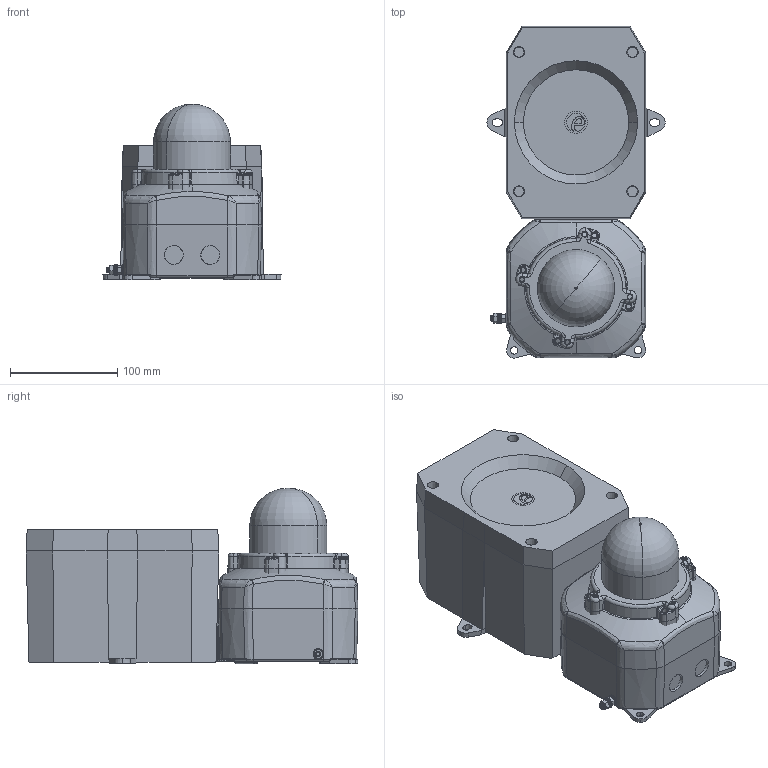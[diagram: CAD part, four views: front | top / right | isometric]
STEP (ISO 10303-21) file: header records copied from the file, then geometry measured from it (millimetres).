
FILE_DESCRIPTION (( 'STEP AP214' ), '1' );
FILE_NAME ('D211-05-651-3D_Issue_A.STEP', '2019-11-28T16:35:20', ( 'User' ), ( '' ), 'SwSTEP 2.0', 'SolidWorks 2020', '' );
FILE_SCHEMA (( 'AUTOMOTIVE_DESIGN' ));
Length unit declared in the file: millimetre
Products named in the file (1): D211-05-651-3D_Issue_A
Bounding box: 166.23 x 309.8 x 163.6 mm (x, y, z)
Volume: 4242048.9 mm3; surface area: 265034.5 mm2
Topology: 16 solids, 16 shells, 1026 faces, 2517 edges, 1518 vertices
Faces by surface type: plane 324, cylinder 291, bspline 210, cone 116, torus 71, sphere 14
Entity records: 53939 total; most frequent: CARTESIAN_POINT 20403, ORIENTED_EDGE 4976, DIRECTION 4209, EDGE_CURVE 2488, AXIS2_PLACEMENT_3D 1588, VERTEX_POINT 1518, EDGE_LOOP 1086, UNCERTAINTY_MEASURE_WITH_UNIT 1044
